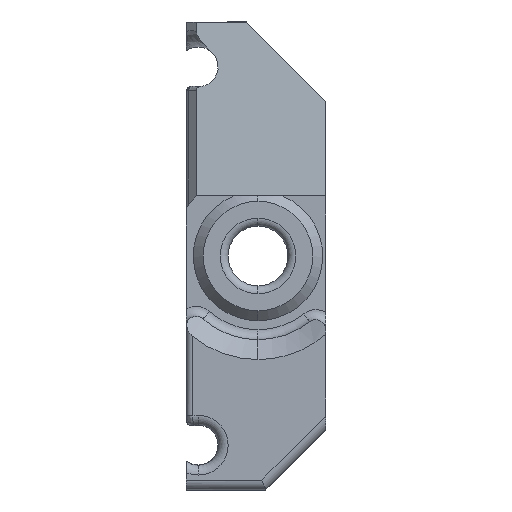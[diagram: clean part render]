
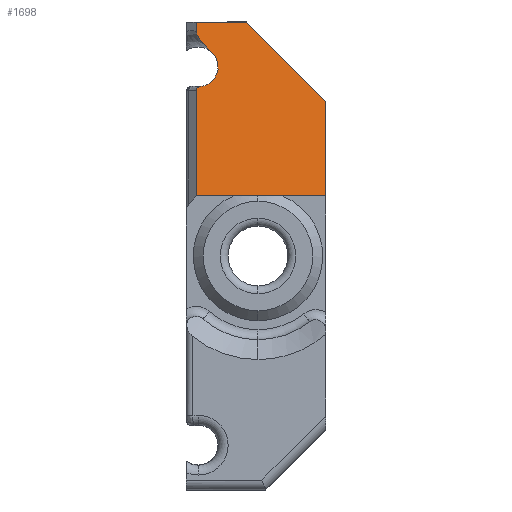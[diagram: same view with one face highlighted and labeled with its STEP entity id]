
A CAD part, left-side view. The second image highlights one B-rep face of the part: STEP entity #1698.
In plain terms, the highlighted planar face has unit normal (-0.467, 0, 0.884).
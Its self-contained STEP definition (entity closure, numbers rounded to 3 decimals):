
#43 = LINE ( 'NONE', #1732, #3145 ) ;
#211 = EDGE_CURVE ( 'NONE', #716, #5520, #7214, .T. ) ;
#218 = EDGE_CURVE ( 'NONE', #3121, #6177, #1202, .T. ) ;
#241 = CARTESIAN_POINT ( 'NONE',  ( -22.5, 2.191, 3.017 ) ) ;
#294 = EDGE_CURVE ( 'NONE', #4259, #3192, #6730, .T. ) ;
#321 = CARTESIAN_POINT ( 'NONE',  ( -8.443, 5.948, 10.434 ) ) ;
#328 = B_SPLINE_CURVE_WITH_KNOTS ( 'NONE', 3,
 ( #6019, #2356, #2328, #7282, #2998, #5419, #7305, #2893 ),
 .UNSPECIFIED., .F., .F.,
 ( 4, 2, 2, 4 ),
 ( 0., 0., 0., 0. ),
 .UNSPECIFIED. ) ;
#367 = CARTESIAN_POINT ( 'NONE',  ( -8.745, 5.767, 10.274 ) ) ;
#429 = DIRECTION ( 'NONE',  ( 0., 1., 0. ) ) ;
#442 = CARTESIAN_POINT ( 'NONE',  ( -22.5, 0., 3.017 ) ) ;
#716 = VERTEX_POINT ( 'NONE', #241 ) ;
#744 = VECTOR ( 'NONE', #3077, 1000. ) ;
#801 = LINE ( 'NONE', #442, #5343 ) ;
#857 = ORIENTED_EDGE ( 'NONE', *, *, #211, .F. ) ;
#925 = VECTOR ( 'NONE', #429, 1000. ) ;
#1150 = CARTESIAN_POINT ( 'NONE',  ( -12.096, 6.288, 8.506 ) ) ;
#1202 = LINE ( 'NONE', #7817, #7502 ) ;
#1574 = EDGE_CURVE ( 'NONE', #2793, #3121, #6617, .T. ) ;
#1616 = DIRECTION ( 'NONE',  ( 0.884, 0., 0.467 ) ) ;
#1690 = VERTEX_POINT ( 'NONE', #7068 ) ;
#1698 = ADVANCED_FACE ( 'NONE', ( #6908 ), #3387, .T. ) ;
#1732 = CARTESIAN_POINT ( 'NONE',  ( -2.127, 6.016, 13.766 ) ) ;
#1757 = DIRECTION ( 'NONE',  ( -0.801, -0.423, -0.423 ) ) ;
#1889 = CARTESIAN_POINT ( 'NONE',  ( -9.99, 4.964, 9.617 ) ) ;
#1949 = CARTESIAN_POINT ( 'NONE',  ( -12.096, 6.288, 8.506 ) ) ;
#2051 = VERTEX_POINT ( 'NONE', #367 ) ;
#2057 = VECTOR ( 'NONE', #2483, 1000. ) ;
#2178 = CARTESIAN_POINT ( 'NONE',  ( -8.745, 5.767, 10.274 ) ) ;
#2220 = EDGE_CURVE ( 'NONE', #6607, #4259, #328, .T. ) ;
#2328 = CARTESIAN_POINT ( 'NONE',  ( -12.12, 6.361, 8.494 ) ) ;
#2356 = CARTESIAN_POINT ( 'NONE',  ( -12.104, 6.326, 8.502 ) ) ;
#2483 = DIRECTION ( 'NONE',  ( 0., 1., 0. ) ) ;
#2526 = CARTESIAN_POINT ( 'NONE',  ( -11.876, 5.257, 8.622 ) ) ;
#2650 = CARTESIAN_POINT ( 'NONE',  ( -6.818, 6.5, 11.291 ) ) ;
#2793 = VERTEX_POINT ( 'NONE', #3318 ) ;
#2807 = DIRECTION ( 'NONE',  ( 0.884, 0., 0.467 ) ) ;
#2809 = B_SPLINE_CURVE_WITH_KNOTS ( 'NONE', 3,
 ( #2650, #4687, #5903, #6485, #3395, #3496, #5956, #321, #7077, #2178 ),
 .UNSPECIFIED., .F., .F.,
 ( 4, 2, 2, 2, 4 ),
 ( 0., 0.001, 0.001, 0.002, 0.002 ),
 .UNSPECIFIED. ) ;
#2862 = EDGE_CURVE ( 'NONE', #5520, #3192, #4100, .T. ) ;
#2893 = CARTESIAN_POINT ( 'NONE',  ( -12.422, 6.5, 8.334 ) ) ;
#2998 = CARTESIAN_POINT ( 'NONE',  ( -12.193, 6.441, 8.455 ) ) ;
#3077 = DIRECTION ( 'NONE',  ( -0.884, 0., -0.467 ) ) ;
#3121 = VERTEX_POINT ( 'NONE', #6833 ) ;
#3145 = VECTOR ( 'NONE', #1757, 1000. ) ;
#3192 = VERTEX_POINT ( 'NONE', #6367 ) ;
#3313 = CARTESIAN_POINT ( 'NONE',  ( -13.529, 0., 7.75 ) ) ;
#3318 = CARTESIAN_POINT ( 'NONE',  ( -5.948, 4., 11.75 ) ) ;
#3387 = PLANE ( 'NONE',  #5845 ) ;
#3395 = CARTESIAN_POINT ( 'NONE',  ( -7.653, 6.308, 10.85 ) ) ;
#3496 = CARTESIAN_POINT ( 'NONE',  ( -7.974, 6.177, 10.681 ) ) ;
#3681 = CARTESIAN_POINT ( 'NONE',  ( -12.422, 6.5, 8.334 ) ) ;
#3859 = EDGE_CURVE ( 'NONE', #2051, #6607, #7507, .T. ) ;
#3865 = ORIENTED_EDGE ( 'NONE', *, *, #4885, .T. ) ;
#4100 = LINE ( 'NONE', #6899, #7456 ) ;
#4117 = CARTESIAN_POINT ( 'NONE',  ( -22.5, 0., 3.017 ) ) ;
#4259 = VERTEX_POINT ( 'NONE', #3681 ) ;
#4420 = ORIENTED_EDGE ( 'NONE', *, *, #5365, .T. ) ;
#4436 = CARTESIAN_POINT ( 'NONE',  ( -8.745, 5.767, 10.274 ) ) ;
#4463 = VECTOR ( 'NONE', #1616, 1000. ) ;
#4654 = ORIENTED_EDGE ( 'NONE', *, *, #7010, .F. ) ;
#4661 = ORIENTED_EDGE ( 'NONE', *, *, #3859, .T. ) ;
#4687 = CARTESIAN_POINT ( 'NONE',  ( -6.991, 6.5, 11.2 ) ) ;
#4737 = CARTESIAN_POINT ( 'NONE',  ( -5.948, 0., 11.75 ) ) ;
#4759 = ORIENTED_EDGE ( 'NONE', *, *, #294, .T. ) ;
#4791 = DIRECTION ( 'NONE',  ( 0., 1., 0. ) ) ;
#4805 = VERTEX_POINT ( 'NONE', #3313 ) ;
#4885 = EDGE_CURVE ( 'NONE', #1690, #4805, #6189, .T. ) ;
#4897 = ORIENTED_EDGE ( 'NONE', *, *, #2220, .T. ) ;
#5343 = VECTOR ( 'NONE', #4791, 1000. ) ;
#5365 = EDGE_CURVE ( 'NONE', #6177, #2051, #2809, .T. ) ;
#5419 = CARTESIAN_POINT ( 'NONE',  ( -12.285, 6.489, 8.406 ) ) ;
#5520 = VERTEX_POINT ( 'NONE', #6644 ) ;
#5746 = ORIENTED_EDGE ( 'NONE', *, *, #218, .T. ) ;
#5832 = ORIENTED_EDGE ( 'NONE', *, *, #7586, .F. ) ;
#5845 = AXIS2_PLACEMENT_3D ( 'NONE', #6504, #5947, #2807 ) ;
#5903 = CARTESIAN_POINT ( 'NONE',  ( -7.158, 6.462, 11.112 ) ) ;
#5947 = DIRECTION ( 'NONE',  ( -0.467, 0., 0.884 ) ) ;
#5956 = CARTESIAN_POINT ( 'NONE',  ( -8.131, 6.105, 10.598 ) ) ;
#6019 = CARTESIAN_POINT ( 'NONE',  ( -12.096, 6.288, 8.506 ) ) ;
#6146 = CARTESIAN_POINT ( 'NONE',  ( -22.5, 6.5, 3.017 ) ) ;
#6177 = VERTEX_POINT ( 'NONE', #6300 ) ;
#6189 = LINE ( 'NONE', #4737, #4463 ) ;
#6296 = DIRECTION ( 'NONE',  ( 0., 1., 0. ) ) ;
#6300 = CARTESIAN_POINT ( 'NONE',  ( -6.818, 6.5, 11.291 ) ) ;
#6367 = CARTESIAN_POINT ( 'NONE',  ( -22.5, 6.5, 3.017 ) ) ;
#6485 = CARTESIAN_POINT ( 'NONE',  ( -7.489, 6.368, 10.937 ) ) ;
#6504 = CARTESIAN_POINT ( 'NONE',  ( -5.948, 0., 11.75 ) ) ;
#6544 = DIRECTION ( 'NONE',  ( -0.884, 0., -0.467 ) ) ;
#6607 = VERTEX_POINT ( 'NONE', #1150 ) ;
#6617 = LINE ( 'NONE', #6849, #2057 ) ;
#6644 = CARTESIAN_POINT ( 'NONE',  ( -22.5, 4.609, 3.017 ) ) ;
#6730 = LINE ( 'NONE', #6146, #744 ) ;
#6833 = CARTESIAN_POINT ( 'NONE',  ( -5.948, 6.5, 11.75 ) ) ;
#6849 = CARTESIAN_POINT ( 'NONE',  ( -5.948, 0., 11.75 ) ) ;
#6899 = CARTESIAN_POINT ( 'NONE',  ( -22.5, 0., 3.017 ) ) ;
#6908 = FACE_OUTER_BOUND ( 'NONE', #7906, .T. ) ;
#7010 = EDGE_CURVE ( 'NONE', #2793, #4805, #43, .T. ) ;
#7068 = CARTESIAN_POINT ( 'NONE',  ( -22.5, 0., 3.017 ) ) ;
#7077 = CARTESIAN_POINT ( 'NONE',  ( -8.596, 5.863, 10.353 ) ) ;
#7214 = LINE ( 'NONE', #4117, #925 ) ;
#7282 = CARTESIAN_POINT ( 'NONE',  ( -12.165, 6.418, 8.47 ) ) ;
#7305 = CARTESIAN_POINT ( 'NONE',  ( -12.354, 6.5, 8.37 ) ) ;
#7371 = ORIENTED_EDGE ( 'NONE', *, *, #2862, .F. ) ;
#7456 = VECTOR ( 'NONE', #6296, 1000. ) ;
#7502 = VECTOR ( 'NONE', #6544, 1000. ) ;
#7507 =( BOUNDED_CURVE ( )  B_SPLINE_CURVE ( 3, ( #4436, #1889, #2526, #1949 ),
 .UNSPECIFIED., .F., .F. ) 
 B_SPLINE_CURVE_WITH_KNOTS ( ( 4, 4 ),
 ( 0.685, 3.03 ),
 .UNSPECIFIED. ) 
 CURVE ( )  GEOMETRIC_REPRESENTATION_ITEM ( )  RATIONAL_B_SPLINE_CURVE ( ( 1., 0.592, 0.592, 1. ) ) 
 REPRESENTATION_ITEM ( '' )  );
#7586 = EDGE_CURVE ( 'NONE', #1690, #716, #801, .T. ) ;
#7817 = CARTESIAN_POINT ( 'NONE',  ( -8.696, 6.5, 10.3 ) ) ;
#7872 = ORIENTED_EDGE ( 'NONE', *, *, #1574, .T. ) ;
#7906 = EDGE_LOOP ( 'NONE', ( #4661, #4897, #4759, #7371, #857, #5832, #3865, #4654, #7872, #5746, #4420 ) ) ;
